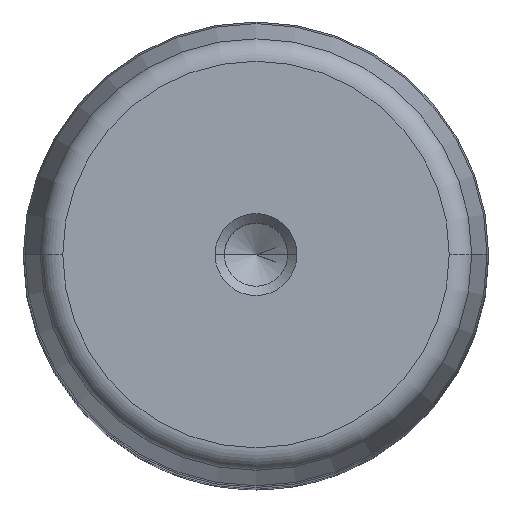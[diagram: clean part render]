
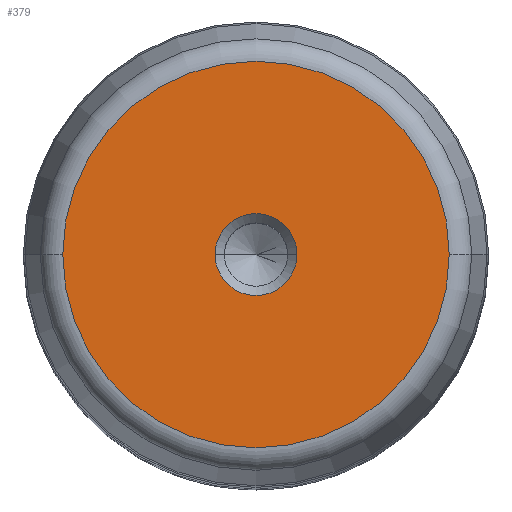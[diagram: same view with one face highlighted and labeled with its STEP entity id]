
A CAD part, top view. The second image highlights one B-rep face of the part: STEP entity #379.
In plain terms, the highlighted planar face has unit normal (0, 0, 1).
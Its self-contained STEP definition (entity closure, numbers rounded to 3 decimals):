
#234 = AXIS2_PLACEMENT_3D ( 'NONE', #919, #955, #3125 ) ;
#248 = DIRECTION ( 'NONE',  ( 0., 0., -1. ) ) ;
#379 = ADVANCED_FACE ( 'NONE', ( #650, #3097 ), #755, .T. ) ;
#553 = EDGE_CURVE ( 'NONE', #1496, #2010, #1727, .T. ) ;
#601 = DIRECTION ( 'NONE',  ( 0., 0., -1. ) ) ;
#650 = FACE_BOUND ( 'NONE', #3051, .T. ) ;
#652 = CARTESIAN_POINT ( 'NONE',  ( -20.763, 0., 180. ) ) ;
#674 = AXIS2_PLACEMENT_3D ( 'NONE', #984, #2672, #961 ) ;
#755 = PLANE ( 'NONE',  #674 ) ;
#919 = CARTESIAN_POINT ( 'NONE',  ( 0., 0., 180. ) ) ;
#955 = DIRECTION ( 'NONE',  ( 0., 0., -1. ) ) ;
#961 = DIRECTION ( 'NONE',  ( 1., 0., 0. ) ) ;
#976 = DIRECTION ( 'NONE',  ( -1., 0., 0. ) ) ;
#984 = CARTESIAN_POINT ( 'NONE',  ( 0., 0., 180. ) ) ;
#1014 = DIRECTION ( 'NONE',  ( 1., 0., 0. ) ) ;
#1017 = CARTESIAN_POINT ( 'NONE',  ( 4.4, 0., 180. ) ) ;
#1075 = EDGE_CURVE ( 'NONE', #2344, #2467, #2079, .T. ) ;
#1096 = AXIS2_PLACEMENT_3D ( 'NONE', #1947, #248, #1014 ) ;
#1140 = AXIS2_PLACEMENT_3D ( 'NONE', #2687, #1733, #976 ) ;
#1284 = ORIENTED_EDGE ( 'NONE', *, *, #1075, .T. ) ;
#1294 = EDGE_CURVE ( 'NONE', #2467, #2344, #2972, .T. ) ;
#1323 = CARTESIAN_POINT ( 'NONE',  ( 0., 0., 180. ) ) ;
#1496 = VERTEX_POINT ( 'NONE', #652 ) ;
#1543 = CARTESIAN_POINT ( 'NONE',  ( -4.4, 0., 180. ) ) ;
#1727 = CIRCLE ( 'NONE', #3030, 20.763 ) ;
#1733 = DIRECTION ( 'NONE',  ( 0., 0., -1. ) ) ;
#1923 = CARTESIAN_POINT ( 'NONE',  ( 20.763, 0., 180. ) ) ;
#1941 = ORIENTED_EDGE ( 'NONE', *, *, #2927, .F. ) ;
#1947 = CARTESIAN_POINT ( 'NONE',  ( 0., 0., 180. ) ) ;
#2010 = VERTEX_POINT ( 'NONE', #1923 ) ;
#2079 = CIRCLE ( 'NONE', #234, 4.4 ) ;
#2204 = EDGE_LOOP ( 'NONE', ( #2317, #1941 ) ) ;
#2297 = CIRCLE ( 'NONE', #1140, 20.763 ) ;
#2317 = ORIENTED_EDGE ( 'NONE', *, *, #553, .F. ) ;
#2344 = VERTEX_POINT ( 'NONE', #1017 ) ;
#2467 = VERTEX_POINT ( 'NONE', #1543 ) ;
#2672 = DIRECTION ( 'NONE',  ( 0., 0., 1. ) ) ;
#2687 = CARTESIAN_POINT ( 'NONE',  ( 0., 0., 180. ) ) ;
#2927 = EDGE_CURVE ( 'NONE', #2010, #1496, #2297, .T. ) ;
#2972 = CIRCLE ( 'NONE', #1096, 4.4 ) ;
#3030 = AXIS2_PLACEMENT_3D ( 'NONE', #1323, #601, #3043 ) ;
#3043 = DIRECTION ( 'NONE',  ( -1., 0., 0. ) ) ;
#3051 = EDGE_LOOP ( 'NONE', ( #1284, #3163 ) ) ;
#3097 = FACE_OUTER_BOUND ( 'NONE', #2204, .T. ) ;
#3125 = DIRECTION ( 'NONE',  ( 1., 0., 0. ) ) ;
#3163 = ORIENTED_EDGE ( 'NONE', *, *, #1294, .T. ) ;
